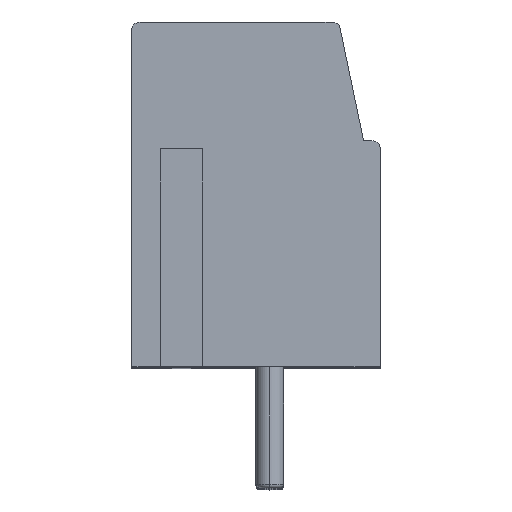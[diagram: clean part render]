
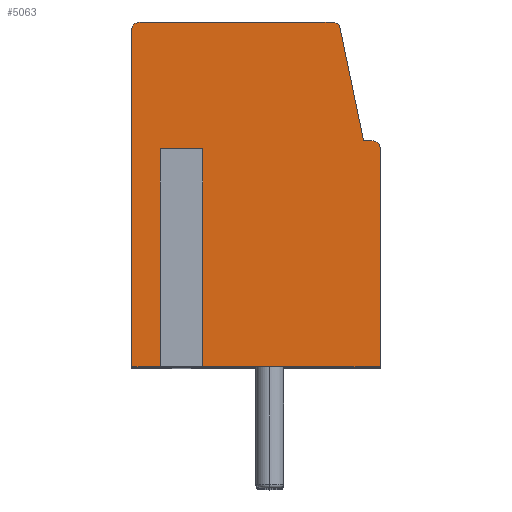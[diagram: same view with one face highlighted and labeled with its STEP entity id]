
A CAD part, top view. The second image highlights one B-rep face of the part: STEP entity #5063.
In plain terms, the highlighted planar face has unit normal (0, 0, 1).
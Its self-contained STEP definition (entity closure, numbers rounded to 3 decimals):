
#475 = ORIENTED_EDGE ( 'NONE', *, *, #4256, .F. ) ;
#572 = VECTOR ( 'NONE', #9819, 1000. ) ;
#1017 = CARTESIAN_POINT ( 'NONE',  ( 9., 8.2, 22.5 ) ) ;
#1115 = LINE ( 'NONE', #10209, #8800 ) ;
#1206 = DIRECTION ( 'NONE',  ( -1., 0., 0. ) ) ;
#1274 = EDGE_CURVE ( 'NONE', #9125, #10453, #4142, .T. ) ;
#1617 = EDGE_CURVE ( 'NONE', #5415, #9554, #7700, .T. ) ;
#1985 = VERTEX_POINT ( 'NONE', #4930 ) ;
#2202 = CARTESIAN_POINT ( 'NONE',  ( 2.15, 7.9, 22.5 ) ) ;
#2276 = CARTESIAN_POINT ( 'NONE',  ( 0.3, 12.5, 22.5 ) ) ;
#2382 = ORIENTED_EDGE ( 'NONE', *, *, #10707, .F. ) ;
#2464 = EDGE_CURVE ( 'NONE', #9125, #11222, #10272, .T. ) ;
#2541 = ORIENTED_EDGE ( 'NONE', *, *, #1617, .F. ) ;
#2628 = ORIENTED_EDGE ( 'NONE', *, *, #8909, .F. ) ;
#2762 = CARTESIAN_POINT ( 'NONE',  ( 7.55, 12.261, 22.5 ) ) ;
#2783 = DIRECTION ( 'NONE',  ( 1., 0., 0. ) ) ;
#3035 = DIRECTION ( 'NONE',  ( 0.205, -0.979, 0. ) ) ;
#3073 = LINE ( 'NONE', #6506, #3235 ) ;
#3149 = VERTEX_POINT ( 'NONE', #11534 ) ;
#3199 = LINE ( 'NONE', #10364, #3830 ) ;
#3235 = VECTOR ( 'NONE', #5824, 1000. ) ;
#3255 = DIRECTION ( 'NONE',  ( 0., 1., 0. ) ) ;
#3536 = DIRECTION ( 'NONE',  ( -1., 0., 0. ) ) ;
#3713 = DIRECTION ( 'NONE',  ( 1., 0., 0. ) ) ;
#3745 = CIRCLE ( 'NONE', #10300, 0.3 ) ;
#3830 = VECTOR ( 'NONE', #11489, 1000. ) ;
#3882 = DIRECTION ( 'NONE',  ( -1., 0., 0. ) ) ;
#4128 = CARTESIAN_POINT ( 'NONE',  ( 9., 7.9, 22.5 ) ) ;
#4133 = LINE ( 'NONE', #4997, #8650 ) ;
#4142 = LINE ( 'NONE', #7542, #6845 ) ;
#4256 = EDGE_CURVE ( 'NONE', #9192, #1985, #5867, .T. ) ;
#4299 = LINE ( 'NONE', #5301, #572 ) ;
#4446 = CARTESIAN_POINT ( 'NONE',  ( 8.7, 8.2, 22.5 ) ) ;
#4470 = CARTESIAN_POINT ( 'NONE',  ( 0., 12.2, 22.5 ) ) ;
#4557 = DIRECTION ( 'NONE',  ( 0., 0., -1. ) ) ;
#4743 = DIRECTION ( 'NONE',  ( -1., 0., 0. ) ) ;
#4759 = CARTESIAN_POINT ( 'NONE',  ( 1.45, 7.9, 22.5 ) ) ;
#4811 = CARTESIAN_POINT ( 'NONE',  ( 0.3, 12.2, 22.5 ) ) ;
#4876 = VERTEX_POINT ( 'NONE', #4446 ) ;
#4930 = CARTESIAN_POINT ( 'NONE',  ( 9., 0., 22.5 ) ) ;
#4997 = CARTESIAN_POINT ( 'NONE',  ( 0., 8.2, 22.5 ) ) ;
#5030 = VECTOR ( 'NONE', #2783, 1000. ) ;
#5063 = ADVANCED_FACE ( 'NONE', ( #10914 ), #7191, .F. ) ;
#5301 = CARTESIAN_POINT ( 'NONE',  ( 2.15, 7.9, 22.5 ) ) ;
#5415 = VERTEX_POINT ( 'NONE', #5605 ) ;
#5529 = LINE ( 'NONE', #6443, #5030 ) ;
#5605 = CARTESIAN_POINT ( 'NONE',  ( 2.15, 7.9, 22.5 ) ) ;
#5614 = CARTESIAN_POINT ( 'NONE',  ( 0., 0., 22.5 ) ) ;
#5623 = AXIS2_PLACEMENT_3D ( 'NONE', #7425, #4557, #10796 ) ;
#5683 = EDGE_CURVE ( 'NONE', #9192, #4876, #10145, .T. ) ;
#5686 = ORIENTED_EDGE ( 'NONE', *, *, #10736, .F. ) ;
#5824 = DIRECTION ( 'NONE',  ( 0., -1., 0. ) ) ;
#5867 = LINE ( 'NONE', #6088, #9924 ) ;
#6088 = CARTESIAN_POINT ( 'NONE',  ( 9., 8.2, 22.5 ) ) ;
#6363 = EDGE_CURVE ( 'NONE', #11115, #8409, #4133, .T. ) ;
#6388 = CARTESIAN_POINT ( 'NONE',  ( 8.7, 7.9, 22.5 ) ) ;
#6443 = CARTESIAN_POINT ( 'NONE',  ( 9., 12.5, 22.5 ) ) ;
#6474 = CARTESIAN_POINT ( 'NONE',  ( 7.256, 12.5, 22.5 ) ) ;
#6506 = CARTESIAN_POINT ( 'NONE',  ( 1.45, 7.9, 22.5 ) ) ;
#6621 = DIRECTION ( 'NONE',  ( 0., 0., 1. ) ) ;
#6750 = EDGE_CURVE ( 'NONE', #9554, #11093, #3073, .T. ) ;
#6845 = VECTOR ( 'NONE', #3035, 1000. ) ;
#7191 = PLANE ( 'NONE',  #5623 ) ;
#7417 = VERTEX_POINT ( 'NONE', #2276 ) ;
#7425 = CARTESIAN_POINT ( 'NONE',  ( 9., 8.2, 22.5 ) ) ;
#7429 = EDGE_CURVE ( 'NONE', #11093, #11115, #3199, .T. ) ;
#7439 = DIRECTION ( 'NONE',  ( 0., 0., 1. ) ) ;
#7542 = CARTESIAN_POINT ( 'NONE',  ( 8.425, 8.08, 22.5 ) ) ;
#7572 = ORIENTED_EDGE ( 'NONE', *, *, #7429, .F. ) ;
#7671 = ORIENTED_EDGE ( 'NONE', *, *, #6750, .F. ) ;
#7688 = CARTESIAN_POINT ( 'NONE',  ( 1.45, 0., 22.5 ) ) ;
#7700 = LINE ( 'NONE', #2202, #9112 ) ;
#8146 = ORIENTED_EDGE ( 'NONE', *, *, #6363, .F. ) ;
#8236 = CARTESIAN_POINT ( 'NONE',  ( 8.4, 8.2, 22.5 ) ) ;
#8409 = VERTEX_POINT ( 'NONE', #4470 ) ;
#8650 = VECTOR ( 'NONE', #3255, 1000. ) ;
#8800 = VECTOR ( 'NONE', #4743, 1000. ) ;
#8909 = EDGE_CURVE ( 'NONE', #1985, #3149, #1115, .T. ) ;
#9112 = VECTOR ( 'NONE', #1206, 1000. ) ;
#9125 = VERTEX_POINT ( 'NONE', #2762 ) ;
#9192 = VERTEX_POINT ( 'NONE', #4128 ) ;
#9301 = EDGE_CURVE ( 'NONE', #5415, #3149, #4299, .T. ) ;
#9554 = VERTEX_POINT ( 'NONE', #4759 ) ;
#9819 = DIRECTION ( 'NONE',  ( 0., -1., 0. ) ) ;
#9870 = DIRECTION ( 'NONE',  ( 0., 0., 1. ) ) ;
#9924 = VECTOR ( 'NONE', #10391, 1000. ) ;
#9966 = AXIS2_PLACEMENT_3D ( 'NONE', #6388, #7439, #10095 ) ;
#10048 = ORIENTED_EDGE ( 'NONE', *, *, #1274, .F. ) ;
#10095 = DIRECTION ( 'NONE',  ( -1., 0., 0. ) ) ;
#10132 = ORIENTED_EDGE ( 'NONE', *, *, #5683, .T. ) ;
#10145 = CIRCLE ( 'NONE', #9966, 0.3 ) ;
#10164 = ORIENTED_EDGE ( 'NONE', *, *, #2464, .T. ) ;
#10209 = CARTESIAN_POINT ( 'NONE',  ( 9., 0., 22.5 ) ) ;
#10272 = CIRCLE ( 'NONE', #10843, 0.3 ) ;
#10300 = AXIS2_PLACEMENT_3D ( 'NONE', #4811, #6621, #3882 ) ;
#10364 = CARTESIAN_POINT ( 'NONE',  ( 9., 0., 22.5 ) ) ;
#10391 = DIRECTION ( 'NONE',  ( 0., -1., 0. ) ) ;
#10453 = VERTEX_POINT ( 'NONE', #8236 ) ;
#10707 = EDGE_CURVE ( 'NONE', #7417, #11222, #5529, .T. ) ;
#10710 = LINE ( 'NONE', #1017, #11239 ) ;
#10736 = EDGE_CURVE ( 'NONE', #10453, #4876, #10710, .T. ) ;
#10796 = DIRECTION ( 'NONE',  ( -1., 0., 0. ) ) ;
#10843 = AXIS2_PLACEMENT_3D ( 'NONE', #11589, #9870, #3536 ) ;
#10914 = FACE_OUTER_BOUND ( 'NONE', #11169, .T. ) ;
#10918 = EDGE_CURVE ( 'NONE', #7417, #8409, #3745, .T. ) ;
#10921 = ORIENTED_EDGE ( 'NONE', *, *, #9301, .T. ) ;
#11093 = VERTEX_POINT ( 'NONE', #7688 ) ;
#11115 = VERTEX_POINT ( 'NONE', #5614 ) ;
#11169 = EDGE_LOOP ( 'NONE', ( #10921, #2628, #475, #10132, #5686, #10048, #10164, #2382, #11557, #8146, #7572, #7671, #2541 ) ) ;
#11222 = VERTEX_POINT ( 'NONE', #6474 ) ;
#11239 = VECTOR ( 'NONE', #3713, 1000. ) ;
#11489 = DIRECTION ( 'NONE',  ( -1., 0., 0. ) ) ;
#11534 = CARTESIAN_POINT ( 'NONE',  ( 2.15, 0., 22.5 ) ) ;
#11557 = ORIENTED_EDGE ( 'NONE', *, *, #10918, .T. ) ;
#11589 = CARTESIAN_POINT ( 'NONE',  ( 7.256, 12.2, 22.5 ) ) ;
